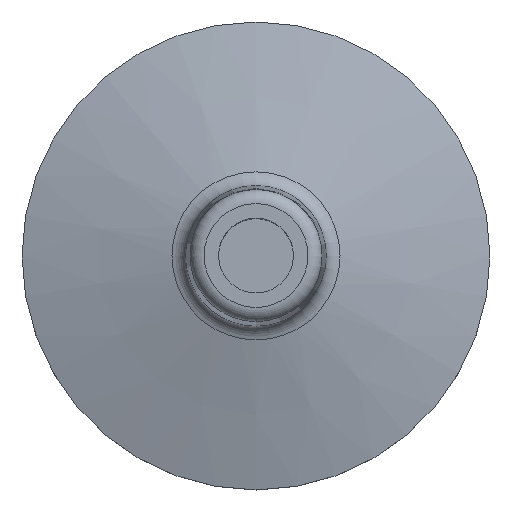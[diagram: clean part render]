
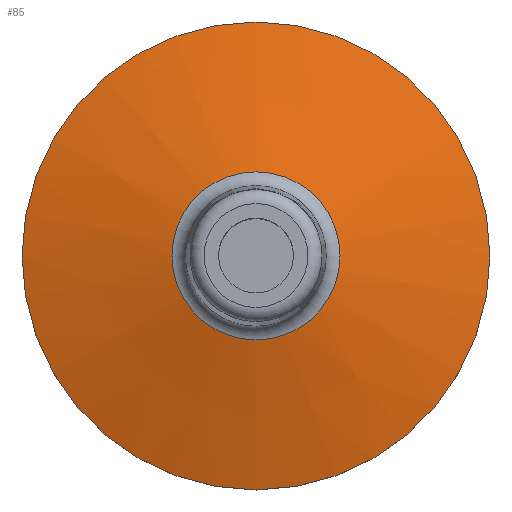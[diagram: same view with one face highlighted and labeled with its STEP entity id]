
A CAD part, top view. The second image highlights one B-rep face of the part: STEP entity #85.
In plain terms, the highlighted conical face has half-angle 75 degrees and reference radius 7.5 mm.
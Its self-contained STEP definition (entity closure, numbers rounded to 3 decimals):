
#45=CONICAL_SURFACE('',#214,7.5,75.);
#64=FACE_BOUND('',#113,.T.);
#65=FACE_BOUND('',#114,.T.);
#85=ADVANCED_FACE('',(#64,#65),#45,.T.);
#113=EDGE_LOOP('',(#141));
#114=EDGE_LOOP('',(#142));
#141=ORIENTED_EDGE('',*,*,#177,.T.);
#142=ORIENTED_EDGE('',*,*,#176,.T.);
#162=VERTEX_POINT('',#308);
#163=VERTEX_POINT('',#311);
#176=EDGE_CURVE('',#162,#162,#190,.T.);
#177=EDGE_CURVE('',#163,#163,#191,.T.);
#190=CIRCLE('',#211,25.);
#191=CIRCLE('',#213,8.982);
#211=AXIS2_PLACEMENT_3D('',#307,#254,#255);
#213=AXIS2_PLACEMENT_3D('',#310,#258,#259);
#214=AXIS2_PLACEMENT_3D('',#312,#260,#261);
#254=DIRECTION('',(0.,0.,1.));
#255=DIRECTION('',(0.,-1.,0.));
#258=DIRECTION('',(0.,0.,-1.));
#259=DIRECTION('',(0.,1.,0.));
#260=DIRECTION('',(0.,0.,-1.));
#261=DIRECTION('',(0.,1.,0.));
#307=CARTESIAN_POINT('',(0.,0.,5.));
#308=CARTESIAN_POINT('',(0.,-25.,5.));
#310=CARTESIAN_POINT('',(0.,0.,9.292));
#311=CARTESIAN_POINT('',(0.,8.982,9.292));
#312=CARTESIAN_POINT('',(0.,0.,9.689));
